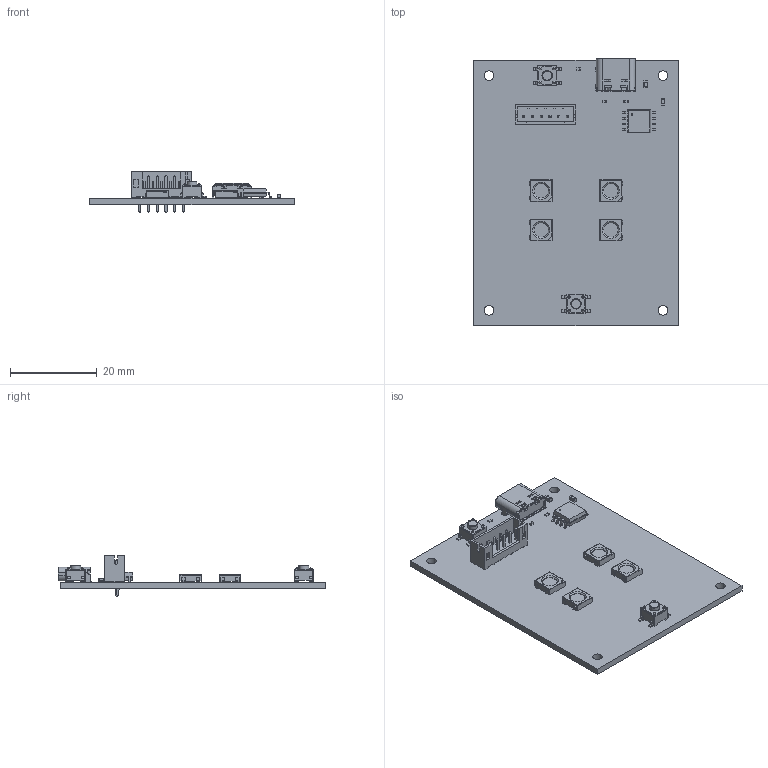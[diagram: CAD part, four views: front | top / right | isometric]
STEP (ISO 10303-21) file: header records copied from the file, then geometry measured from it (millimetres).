
FILE_DESCRIPTION(('KiCad electronic assembly'),'2;1');
FILE_NAME('RockLight_PCB_V2.step','2025-08-21T23:01:36',('Pcbnew'),( 'Kicad'),'Open CASCADE STEP processor 7.6','KiCad to STEP converter' ,'Unknown');
FILE_SCHEMA(('AUTOMOTIVE_DESIGN { 1 0 10303 214 1 1 1 1 }'));
Length unit declared in the file: millimetre
Products named in the file (10): RockLight_PCB_V2 1; SOIC-8_5.3x5.3mm_P1.27mm; SW_SPST_PTS647Sx38; R_0402_1005Metric; LED_WS2812B_PLCC4_5.0x5.0mm_P3.2mm; JST_PH_B6B-PH-K_1x06_P2.00mm_Vertical; USB4105-GF-A; USB4105GFA_USB4105GFA; C_0603_1608Metric; RockLight_PCB
Assembly tree (16 placements, depth 3):
  RockLight_PCB_V2 1
    SOIC-8_5.3x5.3mm_P1.27mm
    SW_SPST_PTS647Sx38  x2
    R_0402_1005Metric  x3
    LED_WS2812B_PLCC4_5.0x5.0mm_P3.2mm  x4
    JST_PH_B6B-PH-K_1x06_P2.00mm_Vertical
    USB4105-GF-A
      USB4105GFA_USB4105GFA
    C_0603_1608Metric  x2
    RockLight_PCB
Bounding box: 47 x 61.45 x 9.4 mm (x, y, z)
Volume: 4892.4 mm3; surface area: 7937.9 mm2
Topology: 78 solids, 78 shells, 1927 faces, 5029 edges, 3253 vertices
Faces by surface type: plane 1402, cylinder 433, cone 68, bspline 14, revolution 8, torus 2
Full cylindrical faces by diameter (mm): 0.6 x8, 0.65 x2, 0.75 x6, 2.2 x4, 2.3 x2, 2.4 x2, 3.333 x4
Entity records: 46324 total; most frequent: CARTESIAN_POINT 8551, ORIENTED_EDGE 7851, DIRECTION 7617, EDGE_CURVE 3926, LINE 3185, VECTOR 3185, VERTEX_POINT 2528, AXIS2_PLACEMENT_3D 2214
